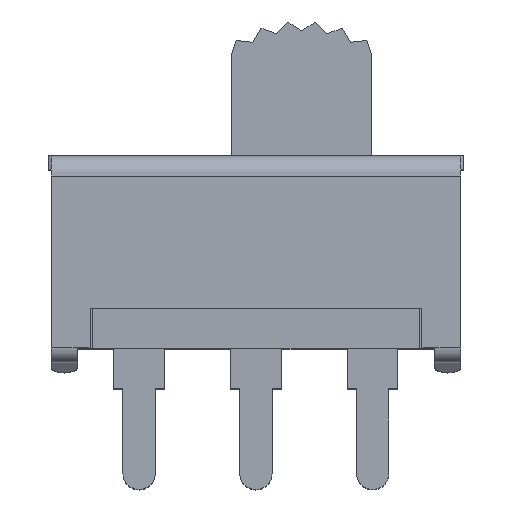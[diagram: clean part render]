
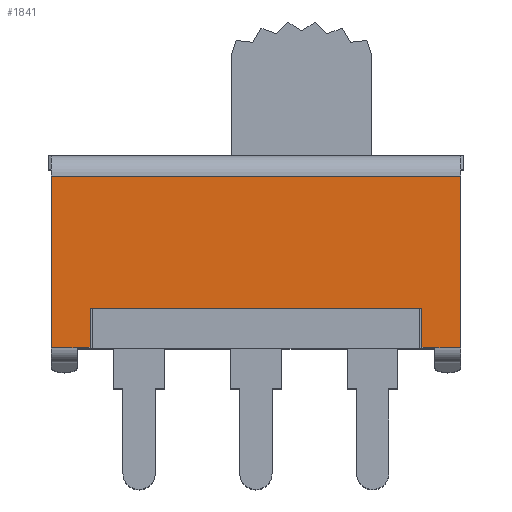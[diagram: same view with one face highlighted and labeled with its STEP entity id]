
A CAD part, top view. The second image highlights one B-rep face of the part: STEP entity #1841.
In plain terms, the highlighted planar face has unit normal (0, 0, 1).
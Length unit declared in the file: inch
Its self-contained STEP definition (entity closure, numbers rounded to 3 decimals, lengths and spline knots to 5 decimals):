
#999=CARTESIAN_POINT('',(-0.317,-0.116,0.2835));
#1000=VERTEX_POINT('',#999);
#1008=CARTESIAN_POINT('',(-0.317,0.15,0.2835));
#1009=VERTEX_POINT('',#1008);
#1010=CARTESIAN_POINT('',(-0.317,0.15,0.2835));
#1011=DIRECTION('',(0.0,-1.0,0.0));
#1012=VECTOR('',#1011,0.266);
#1013=LINE('',#1010,#1012);
#1014=EDGE_CURVE('',#1009,#1000,#1013,.T.);
#1123=CARTESIAN_POINT('',(0.277,-0.116,0.2835));
#1124=VERTEX_POINT('',#1123);
#1132=CARTESIAN_POINT('',(0.277,-0.115,0.2835));
#1133=VERTEX_POINT('',#1132);
#1134=CARTESIAN_POINT('',(0.277,-0.115,0.2835));
#1135=DIRECTION('',(0.0,-1.0,0.0));
#1136=VECTOR('',#1135,0.001);
#1137=LINE('',#1134,#1136);
#1138=EDGE_CURVE('',#1133,#1124,#1137,.T.);
#1179=CARTESIAN_POINT('',(0.317,-0.116,0.2835));
#1180=VERTEX_POINT('',#1179);
#1188=CARTESIAN_POINT('',(0.317,-0.116,0.2835));
#1189=DIRECTION('',(-1.0,0.0,0.0));
#1190=VECTOR('',#1189,0.04);
#1191=LINE('',#1188,#1190);
#1192=EDGE_CURVE('',#1180,#1124,#1191,.T.);
#1271=CARTESIAN_POINT('',(-0.277,-0.115,0.2835));
#1272=VERTEX_POINT('',#1271);
#1279=CARTESIAN_POINT('',(-0.277,-0.116,0.2835));
#1280=VERTEX_POINT('',#1279);
#1281=CARTESIAN_POINT('',(-0.277,-0.116,0.2835));
#1282=DIRECTION('',(0.0,1.0,0.0));
#1283=VECTOR('',#1282,0.001);
#1284=LINE('',#1281,#1283);
#1285=EDGE_CURVE('',#1280,#1272,#1284,.T.);
#1381=CARTESIAN_POINT('',(-0.277,-0.116,0.2835));
#1382=DIRECTION('',(-1.0,0.0,0.0));
#1383=VECTOR('',#1382,0.04);
#1384=LINE('',#1381,#1383);
#1385=EDGE_CURVE('',#1280,#1000,#1384,.T.);
#1765=CARTESIAN_POINT('',(0.317,0.15,0.2835));
#1766=VERTEX_POINT('',#1765);
#1774=CARTESIAN_POINT('',(0.317,-0.116,0.2835));
#1775=DIRECTION('',(0.0,1.0,0.0));
#1776=VECTOR('',#1775,0.266);
#1777=LINE('',#1774,#1776);
#1778=EDGE_CURVE('',#1180,#1766,#1777,.T.);
#1784=CARTESIAN_POINT('',(0.0,-0.182,0.2835));
#1785=DIRECTION('',(0.0,0.0,1.0));
#1786=DIRECTION('',(1.0,0.0,0.0));
#1787=AXIS2_PLACEMENT_3D('',#1784,#1785,#1786);
#1788=PLANE('',#1787);
#1789=ORIENTED_EDGE('',*,*,#1385,.F.);
#1790=ORIENTED_EDGE('',*,*,#1285,.T.);
#1791=CARTESIAN_POINT('',(-0.257,-0.115,0.2835));
#1792=VERTEX_POINT('',#1791);
#1793=CARTESIAN_POINT('',(-0.277,-0.115,0.2835));
#1794=DIRECTION('',(1.0,0.0,0.0));
#1795=VECTOR('',#1794,0.02);
#1796=LINE('',#1793,#1795);
#1797=EDGE_CURVE('',#1272,#1792,#1796,.T.);
#1798=ORIENTED_EDGE('',*,*,#1797,.T.);
#1799=CARTESIAN_POINT('',(-0.257,-0.055,0.2835));
#1800=VERTEX_POINT('',#1799);
#1801=CARTESIAN_POINT('',(-0.257,-0.115,0.2835));
#1802=DIRECTION('',(0.0,1.0,0.0));
#1803=VECTOR('',#1802,0.06);
#1804=LINE('',#1801,#1803);
#1805=EDGE_CURVE('',#1792,#1800,#1804,.T.);
#1806=ORIENTED_EDGE('',*,*,#1805,.T.);
#1807=CARTESIAN_POINT('',(0.257,-0.055,0.2835));
#1808=VERTEX_POINT('',#1807);
#1809=CARTESIAN_POINT('',(-0.257,-0.055,0.2835));
#1810=DIRECTION('',(1.0,0.0,0.0));
#1811=VECTOR('',#1810,0.514);
#1812=LINE('',#1809,#1811);
#1813=EDGE_CURVE('',#1800,#1808,#1812,.T.);
#1814=ORIENTED_EDGE('',*,*,#1813,.T.);
#1815=CARTESIAN_POINT('',(0.257,-0.115,0.2835));
#1816=VERTEX_POINT('',#1815);
#1817=CARTESIAN_POINT('',(0.257,-0.055,0.2835));
#1818=DIRECTION('',(0.0,-1.0,0.0));
#1819=VECTOR('',#1818,0.06);
#1820=LINE('',#1817,#1819);
#1821=EDGE_CURVE('',#1808,#1816,#1820,.T.);
#1822=ORIENTED_EDGE('',*,*,#1821,.T.);
#1823=CARTESIAN_POINT('',(0.257,-0.115,0.2835));
#1824=DIRECTION('',(1.0,0.0,0.0));
#1825=VECTOR('',#1824,0.02);
#1826=LINE('',#1823,#1825);
#1827=EDGE_CURVE('',#1816,#1133,#1826,.T.);
#1828=ORIENTED_EDGE('',*,*,#1827,.T.);
#1829=ORIENTED_EDGE('',*,*,#1138,.T.);
#1830=ORIENTED_EDGE('',*,*,#1192,.F.);
#1831=ORIENTED_EDGE('',*,*,#1778,.T.);
#1832=CARTESIAN_POINT('',(-0.317,0.15,0.2835));
#1833=DIRECTION('',(1.0,0.0,0.0));
#1834=VECTOR('',#1833,0.634);
#1835=LINE('',#1832,#1834);
#1836=EDGE_CURVE('',#1009,#1766,#1835,.T.);
#1837=ORIENTED_EDGE('',*,*,#1836,.F.);
#1838=ORIENTED_EDGE('',*,*,#1014,.T.);
#1839=EDGE_LOOP('',(#1789,#1790,#1798,#1806,#1814,#1822,#1828,#1829,#1830,#1831,#1837,#1838));
#1840=FACE_OUTER_BOUND('',#1839,.T.);
#1841=ADVANCED_FACE('',(#1840),#1788,.T.);
